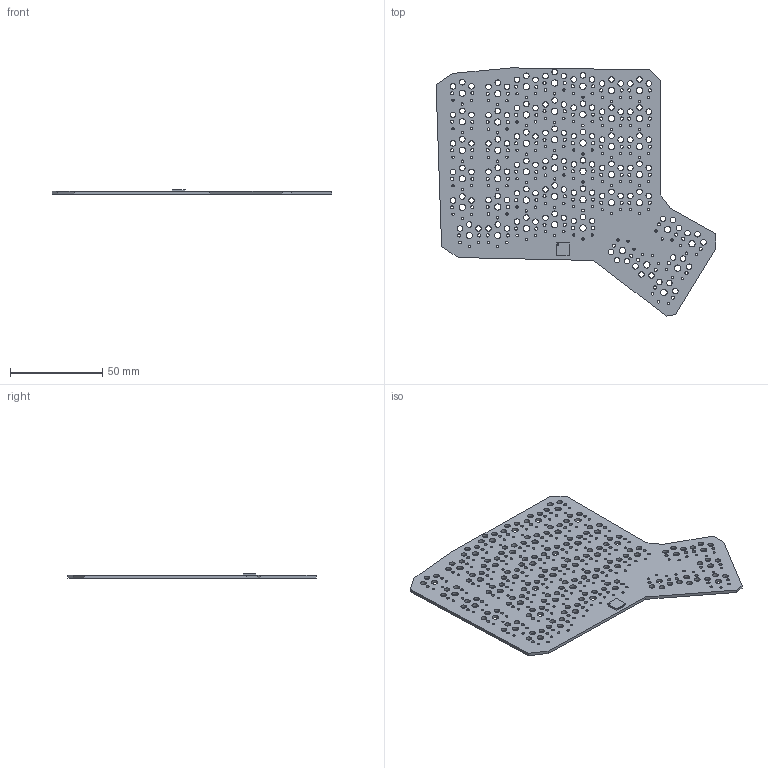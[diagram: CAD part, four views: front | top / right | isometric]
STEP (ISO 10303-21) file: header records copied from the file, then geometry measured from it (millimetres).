
FILE_DESCRIPTION(('KiCad electronic assembly'),'2;1');
FILE_NAME('PMK_Keyboard.step','2023-01-02T16:15:48',('Pcbnew'),('Kicad') ,'Open CASCADE STEP processor 7.6','KiCad to STEP converter','Unknown' );
FILE_SCHEMA(('AUTOMOTIVE_DESIGN { 1 0 10303 214 1 1 1 1 }'));
Length unit declared in the file: millimetre
Products named in the file (4): PMK_Keyboard 1; ESP32-S2FH4; COMPOUND; PMK_Keyboard PCB
Assembly tree (3 placements, depth 3):
  PMK_Keyboard 1
    ESP32-S2FH4
      COMPOUND
    PMK_Keyboard PCB
Bounding box: 152 x 134.8 x 2.55 mm (x, y, z)
Volume: 19649.3 mm3; surface area: 30025.8 mm2
Topology: 59 solids, 59 shells, 780 faces, 1983 edges, 1322 vertices
Faces by surface type: cylinder 414, bspline 350, plane 16
Full cylindrical faces by diameter (mm): 1.27 x138, 1.702 x92, 3 x138, 3.429 x46
Entity records: 50374 total; most frequent: CARTESIAN_POINT 12700, DIRECTION 5548, ORIENTED_EDGE 3966, PCURVE 3966, DEFINITIONAL_REPRESENTATION 3966, LINE 2196, VECTOR 2196, EDGE_CURVE 1983
